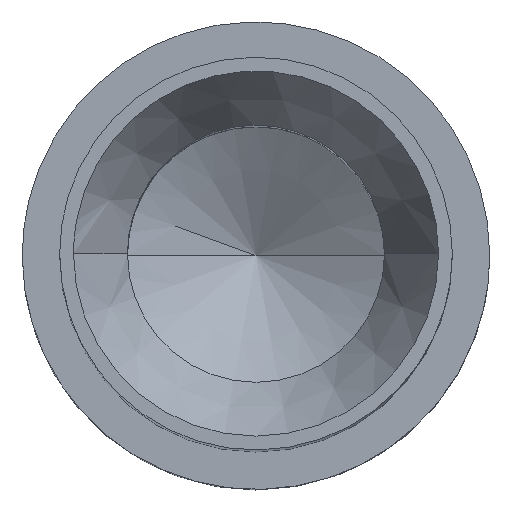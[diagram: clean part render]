
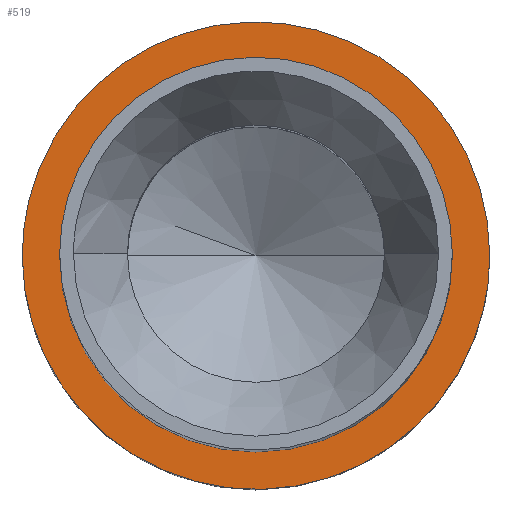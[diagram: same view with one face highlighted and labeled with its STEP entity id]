
A CAD part, top view. The second image highlights one B-rep face of the part: STEP entity #519.
In plain terms, the highlighted planar face has unit normal (0, 0, 1).
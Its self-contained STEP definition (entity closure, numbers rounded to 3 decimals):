
#412=AXIS2_PLACEMENT_3D('Circle Axis2P3D',#410,#411,$) ;
#453=AXIS2_PLACEMENT_3D('Plane Axis2P3D',#450,#451,#452) ;
#400=CARTESIAN_POINT('Vertex',(1.84,1.,15.8)) ;
#407=CARTESIAN_POINT('Vertex',(0.16,1.,15.8)) ;
#410=CARTESIAN_POINT('Axis2P3D Location',(1.,1.,15.8)) ;
#428=CARTESIAN_POINT('Control Point',(1.84,1.,15.8)) ;
#429=CARTESIAN_POINT('Control Point',(1.84,1.264,15.8)) ;
#430=CARTESIAN_POINT('Control Point',(1.736,1.528,15.8)) ;
#431=CARTESIAN_POINT('Control Point',(1.528,1.736,15.8)) ;
#432=CARTESIAN_POINT('Control Point',(1.,1.944,15.8)) ;
#433=CARTESIAN_POINT('Control Point',(0.472,1.736,15.8)) ;
#434=CARTESIAN_POINT('Control Point',(0.264,1.528,15.8)) ;
#435=CARTESIAN_POINT('Control Point',(0.16,1.264,15.8)) ;
#436=CARTESIAN_POINT('Control Point',(0.16,1.,15.8)) ;
#450=CARTESIAN_POINT('Axis2P3D Location',(2.,1.,15.8)) ;
#456=CARTESIAN_POINT('Control Point',(0.,1.,15.8)) ;
#457=CARTESIAN_POINT('Control Point',(0.,0.902,15.8)) ;
#458=CARTESIAN_POINT('Control Point',(0.012,0.804,15.8)) ;
#459=CARTESIAN_POINT('Control Point',(0.036,0.708,15.8)) ;
#460=CARTESIAN_POINT('Control Point',(0.107,0.524,15.8)) ;
#461=CARTESIAN_POINT('Control Point',(0.22,0.362,15.8)) ;
#462=CARTESIAN_POINT('Control Point',(0.287,0.289,15.8)) ;
#463=CARTESIAN_POINT('Control Point',(0.436,0.16,15.8)) ;
#464=CARTESIAN_POINT('Control Point',(0.612,0.07,15.8)) ;
#465=CARTESIAN_POINT('Control Point',(0.705,0.037,15.8)) ;
#466=CARTESIAN_POINT('Control Point',(0.898,-0.007,15.8)) ;
#467=CARTESIAN_POINT('Control Point',(1.095,-0.003,15.8)) ;
#468=CARTESIAN_POINT('Control Point',(1.193,0.011,15.8)) ;
#469=CARTESIAN_POINT('Control Point',(1.384,0.064,15.8)) ;
#470=CARTESIAN_POINT('Control Point',(1.556,0.16,15.8)) ;
#471=CARTESIAN_POINT('Control Point',(1.636,0.219,15.8)) ;
#472=CARTESIAN_POINT('Control Point',(1.779,0.354,15.8)) ;
#473=CARTESIAN_POINT('Control Point',(1.886,0.52,15.8)) ;
#474=CARTESIAN_POINT('Control Point',(1.929,0.61,15.8)) ;
#475=CARTESIAN_POINT('Control Point',(1.973,0.742,15.8)) ;
#476=CARTESIAN_POINT('Control Point',(1.994,0.879,15.8)) ;
#477=CARTESIAN_POINT('Control Point',(1.998,0.919,15.8)) ;
#478=CARTESIAN_POINT('Control Point',(2.,0.96,15.8)) ;
#479=CARTESIAN_POINT('Control Point',(2.,1.,15.8)) ;
#480=CARTESIAN_POINT('Vertex',(0.,1.,15.8)) ;
#482=CARTESIAN_POINT('Vertex',(2.,1.,15.8)) ;
#486=CARTESIAN_POINT('Control Point',(2.,1.,15.8)) ;
#487=CARTESIAN_POINT('Control Point',(2.,1.098,15.8)) ;
#488=CARTESIAN_POINT('Control Point',(1.988,1.196,15.8)) ;
#489=CARTESIAN_POINT('Control Point',(1.964,1.292,15.8)) ;
#490=CARTESIAN_POINT('Control Point',(1.893,1.476,15.8)) ;
#491=CARTESIAN_POINT('Control Point',(1.78,1.638,15.8)) ;
#492=CARTESIAN_POINT('Control Point',(1.713,1.711,15.8)) ;
#493=CARTESIAN_POINT('Control Point',(1.564,1.84,15.8)) ;
#494=CARTESIAN_POINT('Control Point',(1.388,1.93,15.8)) ;
#495=CARTESIAN_POINT('Control Point',(1.295,1.963,15.8)) ;
#496=CARTESIAN_POINT('Control Point',(1.102,2.007,15.8)) ;
#497=CARTESIAN_POINT('Control Point',(0.905,2.003,15.8)) ;
#498=CARTESIAN_POINT('Control Point',(0.807,1.989,15.8)) ;
#499=CARTESIAN_POINT('Control Point',(0.616,1.936,15.8)) ;
#500=CARTESIAN_POINT('Control Point',(0.444,1.84,15.8)) ;
#501=CARTESIAN_POINT('Control Point',(0.364,1.781,15.8)) ;
#502=CARTESIAN_POINT('Control Point',(0.221,1.646,15.8)) ;
#503=CARTESIAN_POINT('Control Point',(0.114,1.48,15.8)) ;
#504=CARTESIAN_POINT('Control Point',(0.071,1.39,15.8)) ;
#505=CARTESIAN_POINT('Control Point',(0.027,1.258,15.8)) ;
#506=CARTESIAN_POINT('Control Point',(0.006,1.121,15.8)) ;
#507=CARTESIAN_POINT('Control Point',(0.002,1.081,15.8)) ;
#508=CARTESIAN_POINT('Control Point',(0.,1.04,15.8)) ;
#509=CARTESIAN_POINT('Control Point',(0.,1.,15.8)) ;
#411=DIRECTION('Axis2P3D Direction',(0.,0.,1.)) ;
#451=DIRECTION('Axis2P3D Direction',(0.,0.,-1.)) ;
#452=DIRECTION('Axis2P3D XDirection',(1.,0.,0.)) ;
#512=ORIENTED_EDGE('',*,*,#484,.T.) ;
#513=ORIENTED_EDGE('',*,*,#510,.T.) ;
#516=ORIENTED_EDGE('',*,*,#437,.F.) ;
#517=ORIENTED_EDGE('',*,*,#414,.F.) ;
#518=FACE_BOUND('',#515,.T.) ;
#519=ADVANCED_FACE('MANIFOLD_SOLID_BREP #32',(#514,#518),#454,.F.) ;
#427=B_SPLINE_CURVE_WITH_KNOTS('',5,(#428,#429,#430,#431,#432,#433,#434,#435,#436),.UNSPECIFIED.,.F.,.U.,(6,3,6),(-1.319,0.,1.319),.UNSPECIFIED.) ;
#455=B_SPLINE_CURVE_WITH_KNOTS('',5,(#456,#457,#458,#459,#460,#461,#462,#463,#464,#465,#466,#467,#468,#469,#470,#471,#472,#473,#474,#475,#476,#477,#478,#479),.UNSPECIFIED.,.F.,.U.,(6,3,3,3,3,3,3,6),(0.,0.693,1.386,2.078,2.771,3.464,4.157,4.443),.UNSPECIFIED.) ;
#485=B_SPLINE_CURVE_WITH_KNOTS('',5,(#486,#487,#488,#489,#490,#491,#492,#493,#494,#495,#496,#497,#498,#499,#500,#501,#502,#503,#504,#505,#506,#507,#508,#509),.UNSPECIFIED.,.F.,.U.,(6,3,3,3,3,3,3,6),(0.,0.693,1.386,2.078,2.771,3.464,4.157,4.443),.UNSPECIFIED.) ;
#413=CIRCLE('generated circle',#412,0.84) ;
#414=EDGE_CURVE('',#408,#401,#413,.T.) ;
#437=EDGE_CURVE('',#401,#408,#427,.T.) ;
#484=EDGE_CURVE('',#481,#483,#455,.T.) ;
#510=EDGE_CURVE('',#483,#481,#485,.T.) ;
#511=EDGE_LOOP('',(#512,#513)) ;
#515=EDGE_LOOP('',(#516,#517)) ;
#514=FACE_OUTER_BOUND('',#511,.T.) ;
#454=PLANE('',#453) ;
#401=VERTEX_POINT('',#400) ;
#408=VERTEX_POINT('',#407) ;
#481=VERTEX_POINT('',#480) ;
#483=VERTEX_POINT('',#482) ;
